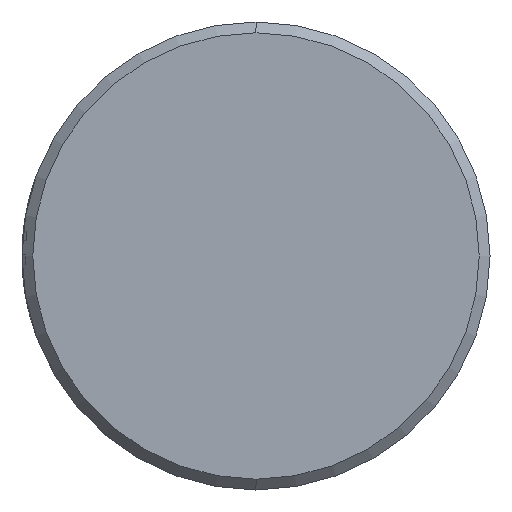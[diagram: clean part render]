
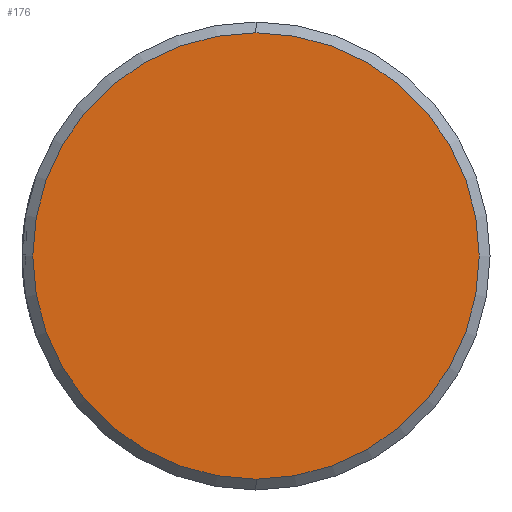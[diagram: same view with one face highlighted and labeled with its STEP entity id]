
A CAD part, left-side view. The second image highlights one B-rep face of the part: STEP entity #176.
In plain terms, the highlighted planar face has unit normal (-1, 0, 0).
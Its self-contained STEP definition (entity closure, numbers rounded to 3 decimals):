
#8 = DIRECTION ( 'NONE',  ( 0., 0., 1. ) ) ;
#28 = PLANE ( 'NONE',  #1312 ) ;
#114 = CIRCLE ( 'NONE', #173, 6.2 ) ;
#173 = AXIS2_PLACEMENT_3D ( 'NONE', #998, #407, #1101 ) ;
#176 = ADVANCED_FACE ( 'NONE', ( #1286 ), #28, .T. ) ;
#182 = AXIS2_PLACEMENT_3D ( 'NONE', #475, #1162, #573 ) ;
#195 = ORIENTED_EDGE ( 'NONE', *, *, #1237, .T. ) ;
#224 = VERTEX_POINT ( 'NONE', #464 ) ;
#254 = CARTESIAN_POINT ( 'NONE',  ( -5., 0., 0. ) ) ;
#258 = CIRCLE ( 'NONE', #182, 6.2 ) ;
#407 = DIRECTION ( 'NONE',  ( -1., 0., 0. ) ) ;
#435 = EDGE_LOOP ( 'NONE', ( #195, #1317 ) ) ;
#464 = CARTESIAN_POINT ( 'NONE',  ( -5., 0., 6.2 ) ) ;
#475 = CARTESIAN_POINT ( 'NONE',  ( -5., 0., 0. ) ) ;
#484 = VERTEX_POINT ( 'NONE', #804 ) ;
#573 = DIRECTION ( 'NONE',  ( 0., 0., 1. ) ) ;
#605 = EDGE_CURVE ( 'NONE', #224, #484, #258, .T. ) ;
#659 = DIRECTION ( 'NONE',  ( -1., 0., 0. ) ) ;
#804 = CARTESIAN_POINT ( 'NONE',  ( -5., 0., -6.2 ) ) ;
#998 = CARTESIAN_POINT ( 'NONE',  ( -5., 0., 0. ) ) ;
#1101 = DIRECTION ( 'NONE',  ( 0., 0., 1. ) ) ;
#1162 = DIRECTION ( 'NONE',  ( -1., 0., 0. ) ) ;
#1237 = EDGE_CURVE ( 'NONE', #484, #224, #114, .T. ) ;
#1286 = FACE_OUTER_BOUND ( 'NONE', #435, .T. ) ;
#1312 = AXIS2_PLACEMENT_3D ( 'NONE', #254, #659, #8 ) ;
#1317 = ORIENTED_EDGE ( 'NONE', *, *, #605, .T. ) ;
